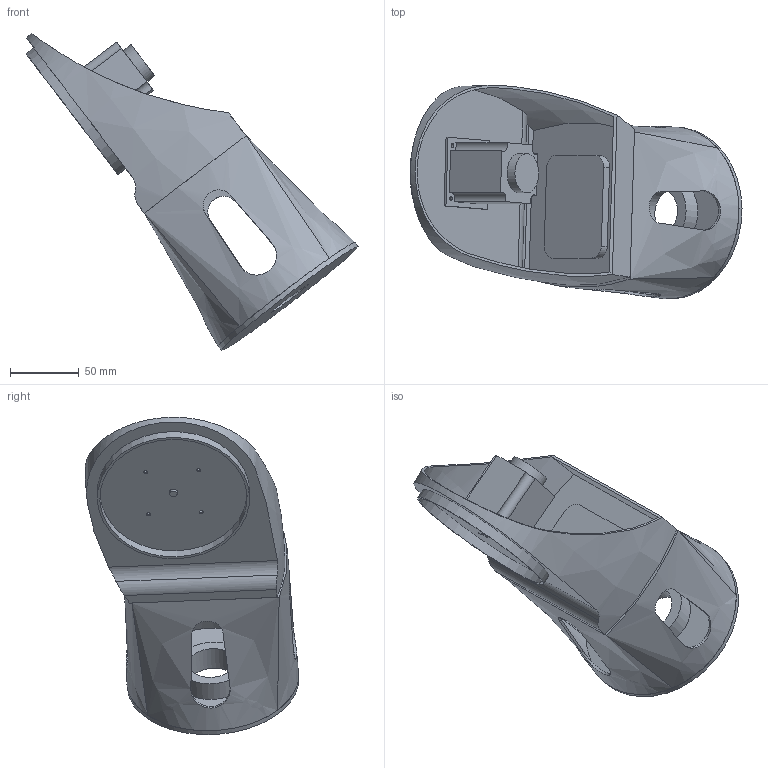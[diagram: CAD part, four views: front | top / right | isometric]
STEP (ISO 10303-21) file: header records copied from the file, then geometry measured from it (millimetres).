
FILE_DESCRIPTION(/* description */ (''),/* implementation_level */ '2;1');
FILE_NAME(/* name */ 'L3.step',/* time_stamp */ '2022-05-25T21:34:12+08:00',/* author */ (''),/* organization */ (''),/* preprocessor_version */ 'ST-DEVELOPER v18.1',/* originating_system */ 'Autodesk Translation Framework v10.14.0.1471',/* authorisation */ '');
FILE_SCHEMA (('AUTOMOTIVE_DESIGN { 1 0 10303 214 3 1 1 }'));
Length unit declared in the file: millimetre
Products named in the file (1): L3
Bounding box: 241.35 x 155.16 x 230.63 mm (x, y, z)
Volume: 314783.7 mm3; surface area: 235099 mm2
Topology: 4 solids, 4 shells, 116 faces, 288 edges, 192 vertices
Faces by surface type: plane 57, cylinder 49, bspline 10
Full cylindrical faces by diameter (mm): 2.857 x8, 5.357 x1, 5.714 x1, 28.571 x1, 34.286 x1, 50 x1, 107.143 x1, 110.714 x1, 125 x1
Entity records: 7847 total; most frequent: CARTESIAN_POINT 5083, ORIENTED_EDGE 576, DIRECTION 506, EDGE_CURVE 288, VERTEX_POINT 192, AXIS2_PLACEMENT_3D 182, EDGE_LOOP 156, LINE 142
